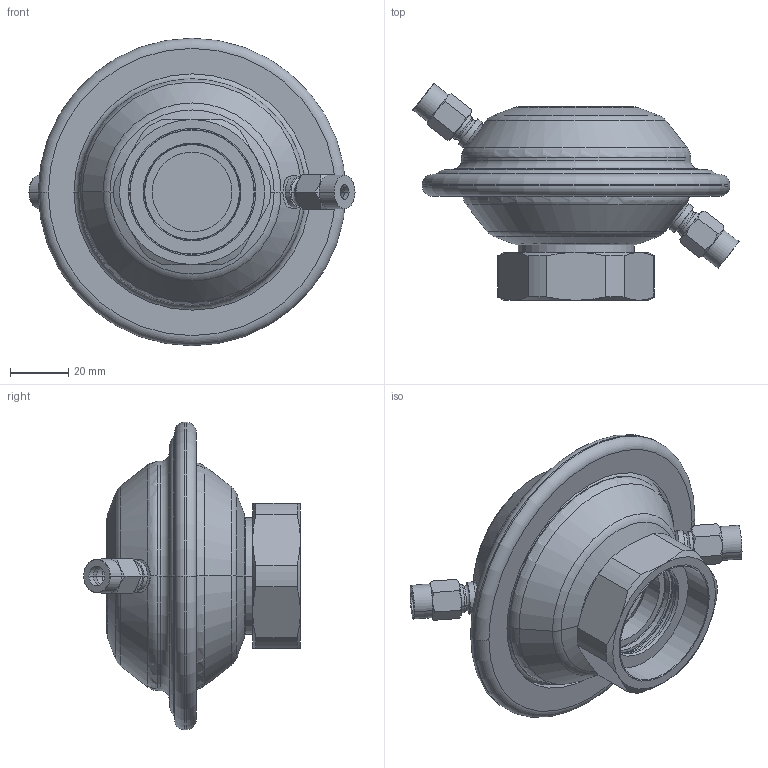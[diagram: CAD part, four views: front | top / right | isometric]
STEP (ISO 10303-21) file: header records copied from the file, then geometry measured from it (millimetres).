
FILE_DESCRIPTION((''),'2;1');
FILE_NAME('003H6826_ASM','2015-04-09T',('u317927'),('Danfoss'),'PRO/ENGINEER BY PARAMETRIC TECHNOLOGY CORPORATION, 2014000','PRO/ENGINEER BY PARAMETRIC TECHNOLOGY CORPORATION, 2014000','');
FILE_SCHEMA(('CONFIG_CONTROL_DESIGN'));
Length unit declared in the file: millimetre
Products named in the file (14): 8880227; 8883702; 8883701_ASM; 8880082_ASM; 8880067_ASM; 8880232; 8883706_ASM; 8880216; 8890090; 8883705_ASM; 8883525; 5191729; 5191725; 003H6826_ASM
Assembly tree (14 placements, depth 4):
  003H6826_ASM
    8883701_ASM
      8880227
      8883702
    8880067_ASM
      8880082_ASM
    8883705_ASM
      8883706_ASM
        8880232
        8883702
      8880216
      8890090
    8883525
    5191729
    5191725
Bounding box: 112.36 x 74.75 x 106 mm (x, y, z)
Volume: 76541.3 mm3; surface area: 70901.1 mm2
Topology: 9 solids, 14 shells, 482 faces, 1181 edges, 738 vertices
Faces by surface type: plane 180, cone 124, cylinder 100, torus 78
Entity records: 14836 total; most frequent: CARTESIAN_POINT 3697, DIRECTION 2389, ORIENTED_EDGE 2254, EDGE_CURVE 1135, AXIS2_PLACEMENT_3D 1062, VERTEX_POINT 710, CIRCLE 558, EDGE_LOOP 495
